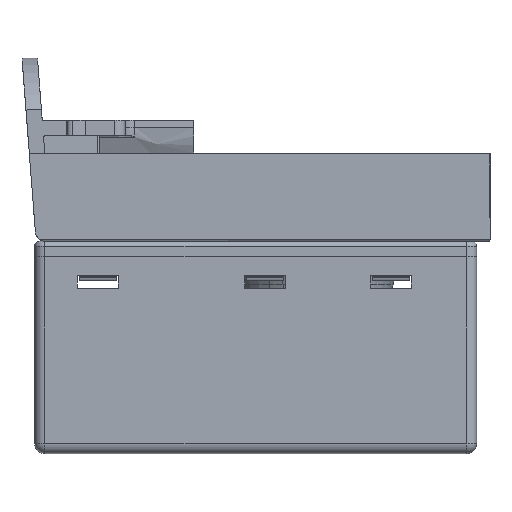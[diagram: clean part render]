
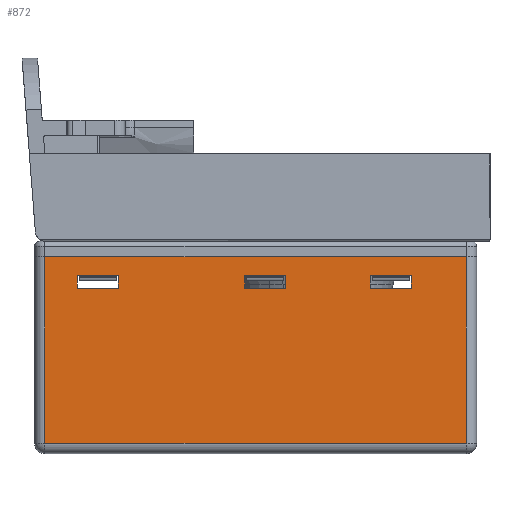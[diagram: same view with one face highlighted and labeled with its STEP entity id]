
A CAD part, left-side view. The second image highlights one B-rep face of the part: STEP entity #872.
In plain terms, the highlighted planar face has unit normal (-1, 0, 0).
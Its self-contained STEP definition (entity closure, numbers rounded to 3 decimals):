
#182 = CARTESIAN_POINT ( 'NONE',  ( -12.7, 27.65, -5.65 ) ) ;
#200 = EDGE_CURVE ( 'NONE', #7636, #6097, #13590, .T. ) ;
#312 = EDGE_CURVE ( 'NONE', #6538, #6895, #13263, .T. ) ;
#348 = CARTESIAN_POINT ( 'NONE',  ( -12.7, 24.5, 9.45 ) ) ;
#779 = ORIENTED_EDGE ( 'NONE', *, *, #15061, .T. ) ;
#860 = EDGE_CURVE ( 'NONE', #6538, #7188, #11117, .T. ) ;
#872 = ADVANCED_FACE ( 'NONE', ( #11004, #11046, #10992, #10980 ), #2989, .F. ) ;
#1098 = EDGE_CURVE ( 'NONE', #6895, #7031, #10242, .T. ) ;
#1159 = EDGE_CURVE ( 'NONE', #6831, #7842, #9949, .T. ) ;
#1179 = EDGE_CURVE ( 'NONE', #2642, #7842, #9964, .T. ) ;
#1191 = DIRECTION ( 'NONE',  ( 0., 0., 1. ) ) ;
#1216 = CARTESIAN_POINT ( 'NONE',  ( -12.7, -8., 9.45 ) ) ;
#1227 = CARTESIAN_POINT ( 'NONE',  ( -12.7, -8., 10.65 ) ) ;
#1556 = EDGE_CURVE ( 'NONE', #7636, #5468, #8688, .T. ) ;
#1741 = EDGE_CURVE ( 'NONE', #7188, #7031, #7995, .T. ) ;
#1924 = ORIENTED_EDGE ( 'NONE', *, *, #15150, .F. ) ;
#2173 = DIRECTION ( 'NONE',  ( 0., -1., 0. ) ) ;
#2336 = CARTESIAN_POINT ( 'NONE',  ( -12.7, 28.65, -5.65 ) ) ;
#2459 = VERTEX_POINT ( 'NONE', #182 ) ;
#2551 = DIRECTION ( 'NONE',  ( 0., 1., 0. ) ) ;
#2603 = DIRECTION ( 'NONE',  ( 1., 0., 0. ) ) ;
#2642 = VERTEX_POINT ( 'NONE', #7380 ) ;
#2732 = CARTESIAN_POINT ( 'NONE',  ( -12.7, 28.65, -5.2 ) ) ;
#2870 = CARTESIAN_POINT ( 'NONE',  ( -12.7, 20.5, 9.45 ) ) ;
#2936 = DIRECTION ( 'NONE',  ( 0., 1., 0. ) ) ;
#2989 = PLANE ( 'NONE',  #11035 ) ;
#2993 = CARTESIAN_POINT ( 'NONE',  ( -12.7, 20.5, 9.45 ) ) ;
#3999 = CARTESIAN_POINT ( 'NONE',  ( -12.7, 4.2, 10.65 ) ) ;
#4598 = ORIENTED_EDGE ( 'NONE', *, *, #14948, .F. ) ;
#5037 = EDGE_LOOP ( 'NONE', ( #8345, #8290, #8474, #8386 ) ) ;
#5228 = VERTEX_POINT ( 'NONE', #13465 ) ;
#5406 = VERTEX_POINT ( 'NONE', #12078 ) ;
#5468 = VERTEX_POINT ( 'NONE', #11872 ) ;
#5854 = VERTEX_POINT ( 'NONE', #8199 ) ;
#6097 = VERTEX_POINT ( 'NONE', #6710 ) ;
#6538 = VERTEX_POINT ( 'NONE', #2870 ) ;
#6682 = VECTOR ( 'NONE', #8665, 1000. ) ;
#6706 = VERTEX_POINT ( 'NONE', #1216 ) ;
#6710 = CARTESIAN_POINT ( 'NONE',  ( -12.7, 4.2, 10.65 ) ) ;
#6712 = DIRECTION ( 'NONE',  ( 0., 0., 1. ) ) ;
#6831 = VERTEX_POINT ( 'NONE', #14817 ) ;
#6895 = VERTEX_POINT ( 'NONE', #13616 ) ;
#6954 = CARTESIAN_POINT ( 'NONE',  ( -12.7, 24.5, 10.65 ) ) ;
#7029 = VECTOR ( 'NONE', #13397, 1000. ) ;
#7031 = VERTEX_POINT ( 'NONE', #6954 ) ;
#7188 = VERTEX_POINT ( 'NONE', #348 ) ;
#7380 = CARTESIAN_POINT ( 'NONE',  ( -12.7, 27.65, 12.5 ) ) ;
#7428 = ORIENTED_EDGE ( 'NONE', *, *, #15213, .F. ) ;
#7609 = ORIENTED_EDGE ( 'NONE', *, *, #200, .F. ) ;
#7636 = VERTEX_POINT ( 'NONE', #11636 ) ;
#7695 = ORIENTED_EDGE ( 'NONE', *, *, #15241, .T. ) ;
#7718 = CARTESIAN_POINT ( 'NONE',  ( -12.7, 24.5, 10.65 ) ) ;
#7731 = DIRECTION ( 'NONE',  ( 0., 0., 1. ) ) ;
#7799 = VERTEX_POINT ( 'NONE', #10484 ) ;
#7842 = VERTEX_POINT ( 'NONE', #10167 ) ;
#7856 = VECTOR ( 'NONE', #11547, 1000. ) ;
#7870 = ORIENTED_EDGE ( 'NONE', *, *, #1556, .T. ) ;
#7875 = VECTOR ( 'NONE', #7731, 1000. ) ;
#7955 = LINE ( 'NONE', #11617, #7856 ) ;
#7971 = ORIENTED_EDGE ( 'NONE', *, *, #312, .F. ) ;
#7995 = LINE ( 'NONE', #7718, #7875 ) ;
#8027 = LINE ( 'NONE', #11449, #8750 ) ;
#8171 = ORIENTED_EDGE ( 'NONE', *, *, #15082, .T. ) ;
#8199 = CARTESIAN_POINT ( 'NONE',  ( -12.7, 8.2, 10.65 ) ) ;
#8290 = ORIENTED_EDGE ( 'NONE', *, *, #1159, .T. ) ;
#8345 = ORIENTED_EDGE ( 'NONE', *, *, #14894, .T. ) ;
#8386 = ORIENTED_EDGE ( 'NONE', *, *, #10652, .T. ) ;
#8474 = ORIENTED_EDGE ( 'NONE', *, *, #1179, .F. ) ;
#8490 = DIRECTION ( 'NONE',  ( 0., 0., 1. ) ) ;
#8610 = VECTOR ( 'NONE', #9088, 1000. ) ;
#8665 = DIRECTION ( 'NONE',  ( 0., 0., -1. ) ) ;
#8688 = LINE ( 'NONE', #9174, #8610 ) ;
#8712 = VECTOR ( 'NONE', #12993, 1000. ) ;
#8744 = CARTESIAN_POINT ( 'NONE',  ( -12.7, 27.65, -5.2 ) ) ;
#8750 = VECTOR ( 'NONE', #11471, 1000. ) ;
#9073 = LINE ( 'NONE', #13200, #8712 ) ;
#9088 = DIRECTION ( 'NONE',  ( 0., 1., 0. ) ) ;
#9174 = CARTESIAN_POINT ( 'NONE',  ( -12.7, 4.2, 9.45 ) ) ;
#9249 = VECTOR ( 'NONE', #13855, 1000. ) ;
#9263 = LINE ( 'NONE', #14246, #9249 ) ;
#9438 = ORIENTED_EDGE ( 'NONE', *, *, #1741, .T. ) ;
#9683 = LINE ( 'NONE', #8744, #6682 ) ;
#9733 = ORIENTED_EDGE ( 'NONE', *, *, #860, .T. ) ;
#9744 = VECTOR ( 'NONE', #14765, 1000. ) ;
#9874 = VECTOR ( 'NONE', #13213, 1000. ) ;
#9949 = LINE ( 'NONE', #13637, #7029 ) ;
#9964 = LINE ( 'NONE', #13256, #9874 ) ;
#10121 = LINE ( 'NONE', #14300, #9744 ) ;
#10166 = VECTOR ( 'NONE', #13811, 1000. ) ;
#10167 = CARTESIAN_POINT ( 'NONE',  ( -12.7, -13.35, 12.5 ) ) ;
#10242 = LINE ( 'NONE', #13815, #10166 ) ;
#10427 = EDGE_LOOP ( 'NONE', ( #1924, #4598, #779, #8171 ) ) ;
#10434 = EDGE_LOOP ( 'NONE', ( #7428, #7609, #7870, #7695 ) ) ;
#10484 = CARTESIAN_POINT ( 'NONE',  ( -12.7, -8., 10.65 ) ) ;
#10652 = EDGE_CURVE ( 'NONE', #2642, #2459, #9683, .T. ) ;
#10730 = EDGE_LOOP ( 'NONE', ( #14541, #7971, #9733, #9438 ) ) ;
#10980 = FACE_OUTER_BOUND ( 'NONE', #5037, .T. ) ;
#10992 = FACE_BOUND ( 'NONE', #10427, .T. ) ;
#11004 = FACE_BOUND ( 'NONE', #10730, .T. ) ;
#11035 = AXIS2_PLACEMENT_3D ( 'NONE', #2732, #2603, #2551 ) ;
#11046 = FACE_BOUND ( 'NONE', #10434, .T. ) ;
#11058 = VECTOR ( 'NONE', #2936, 1000. ) ;
#11117 = LINE ( 'NONE', #2993, #11058 ) ;
#11364 = VECTOR ( 'NONE', #1191, 1000. ) ;
#11449 = CARTESIAN_POINT ( 'NONE',  ( -12.7, 8.2, 10.65 ) ) ;
#11471 = DIRECTION ( 'NONE',  ( 0., 0., 1. ) ) ;
#11547 = DIRECTION ( 'NONE',  ( 0., 1., 0. ) ) ;
#11617 = CARTESIAN_POINT ( 'NONE',  ( -12.7, 4.2, 10.65 ) ) ;
#11636 = CARTESIAN_POINT ( 'NONE',  ( -12.7, 4.2, 9.45 ) ) ;
#11772 = LINE ( 'NONE', #1227, #11364 ) ;
#11872 = CARTESIAN_POINT ( 'NONE',  ( -12.7, 8.2, 9.45 ) ) ;
#12078 = CARTESIAN_POINT ( 'NONE',  ( -12.7, -4., 10.65 ) ) ;
#12371 = VECTOR ( 'NONE', #2173, 1000. ) ;
#12676 = LINE ( 'NONE', #2336, #12371 ) ;
#12993 = DIRECTION ( 'NONE',  ( 0., 1., 0. ) ) ;
#13139 = VECTOR ( 'NONE', #8490, 1000. ) ;
#13200 = CARTESIAN_POINT ( 'NONE',  ( -12.7, -8., 10.65 ) ) ;
#13213 = DIRECTION ( 'NONE',  ( 0., -1., 0. ) ) ;
#13256 = CARTESIAN_POINT ( 'NONE',  ( -12.7, 28.65, 12.5 ) ) ;
#13263 = LINE ( 'NONE', #14811, #13139 ) ;
#13397 = DIRECTION ( 'NONE',  ( 0., 0., 1. ) ) ;
#13465 = CARTESIAN_POINT ( 'NONE',  ( -12.7, -4., 9.45 ) ) ;
#13557 = VECTOR ( 'NONE', #6712, 1000. ) ;
#13590 = LINE ( 'NONE', #3999, #13557 ) ;
#13616 = CARTESIAN_POINT ( 'NONE',  ( -12.7, 20.5, 10.65 ) ) ;
#13637 = CARTESIAN_POINT ( 'NONE',  ( -12.7, -13.35, -5.2 ) ) ;
#13811 = DIRECTION ( 'NONE',  ( 0., 1., 0. ) ) ;
#13815 = CARTESIAN_POINT ( 'NONE',  ( -12.7, 20.5, 10.65 ) ) ;
#13855 = DIRECTION ( 'NONE',  ( 0., 0., 1. ) ) ;
#14246 = CARTESIAN_POINT ( 'NONE',  ( -12.7, -4., 10.65 ) ) ;
#14300 = CARTESIAN_POINT ( 'NONE',  ( -12.7, -8., 9.45 ) ) ;
#14541 = ORIENTED_EDGE ( 'NONE', *, *, #1098, .F. ) ;
#14765 = DIRECTION ( 'NONE',  ( 0., 1., 0. ) ) ;
#14811 = CARTESIAN_POINT ( 'NONE',  ( -12.7, 20.5, 10.65 ) ) ;
#14817 = CARTESIAN_POINT ( 'NONE',  ( -12.7, -13.35, -5.65 ) ) ;
#14894 = EDGE_CURVE ( 'NONE', #2459, #6831, #12676, .T. ) ;
#14948 = EDGE_CURVE ( 'NONE', #6706, #7799, #11772, .T. ) ;
#15061 = EDGE_CURVE ( 'NONE', #6706, #5228, #10121, .T. ) ;
#15082 = EDGE_CURVE ( 'NONE', #5228, #5406, #9263, .T. ) ;
#15150 = EDGE_CURVE ( 'NONE', #7799, #5406, #9073, .T. ) ;
#15213 = EDGE_CURVE ( 'NONE', #6097, #5854, #7955, .T. ) ;
#15241 = EDGE_CURVE ( 'NONE', #5468, #5854, #8027, .T. ) ;
